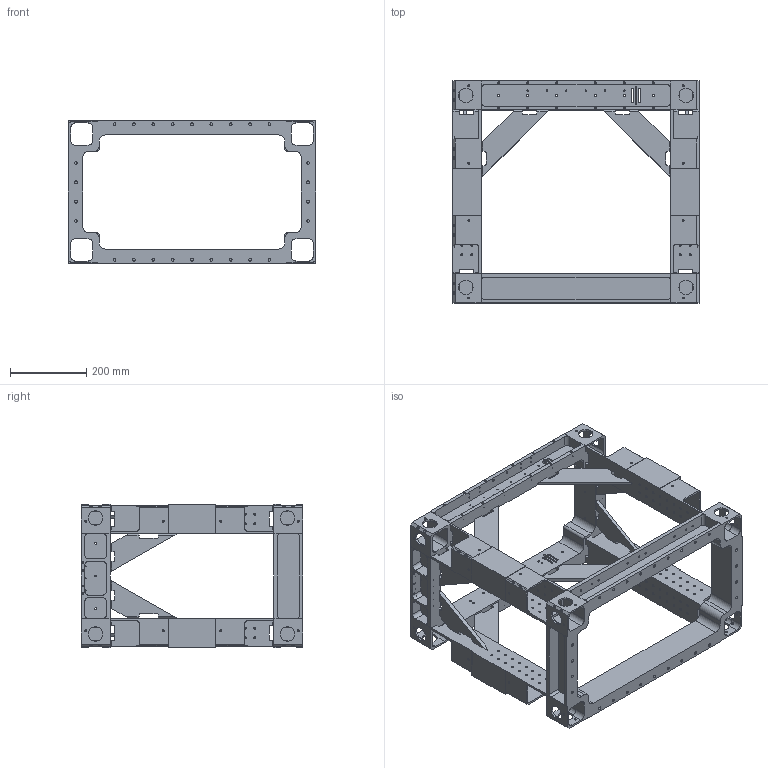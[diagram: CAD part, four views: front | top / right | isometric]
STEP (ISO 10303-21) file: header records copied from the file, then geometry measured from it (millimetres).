
FILE_DESCRIPTION (( 'STEP AP203' ), '1' );
FILE_NAME ('D0900308-v4_aLIGO_OMC_Structural_Weldment.STEP', '2010-03-02T19:45:48', ( ' ' ), ( ' ' ), 'SwSTEP 2.0', 'SolidWorks 2009', '' );
FILE_SCHEMA (( 'CONFIG_CONTROL_DESIGN' ));
Length unit declared in the file: inch
Products named in the file (9): D0900347_AdvLIGO_OMC_Structure_Top; D0900350_AdvLIGO_OMC_Structure_Gusset_7X4_-6; D0900349_AdvLIGO_OMC_Structure_Gusset_7X7_-5; D0900308-v4_aLIGO_OMC_Structural_Weldment; D0900346_AdvLIGO_OMC_Structure_Base; D0900348_AdvLIGO_OMC_Structure_Leg_After Welding
Assembly tree (14 placements, depth 2):
  D0900308-v4_aLIGO_OMC_Structural_Weldment
    D0900348_AdvLIGO_OMC_Structure_Leg_After Welding
    D0900346_AdvLIGO_OMC_Structure_Base
    D0900350_AdvLIGO_OMC_Structure_Gusset_7X4_-6  x4
    D0900347_AdvLIGO_OMC_Structure_Top
    D0900348_AdvLIGO_OMC_Structure_Leg_After Welding
    D0900349_AdvLIGO_OMC_Structure_Gusset_7X7_-5  x4
    D0900348_AdvLIGO_OMC_Structure_Leg_After Welding
    D0900348_AdvLIGO_OMC_Structure_Leg_After Welding
Bounding box: 649.99 x 582.6 x 375.41 mm (x, y, z)
Volume: 7776054.6 mm3; surface area: 2155250 mm2
Topology: 14 solids, 14 shells, 1858 faces, 5275 edges, 3374 vertices
Faces by surface type: cylinder 979, plane 602, cone 265, bspline 12
Entity records: 64040 total; most frequent: CARTESIAN_POINT 16190, DIRECTION 10014, ORIENTED_EDGE 9558, EDGE_CURVE 4779, AXIS2_PLACEMENT_3D 3736, VERTEX_POINT 3086, VECTOR 2542, LINE 2542
